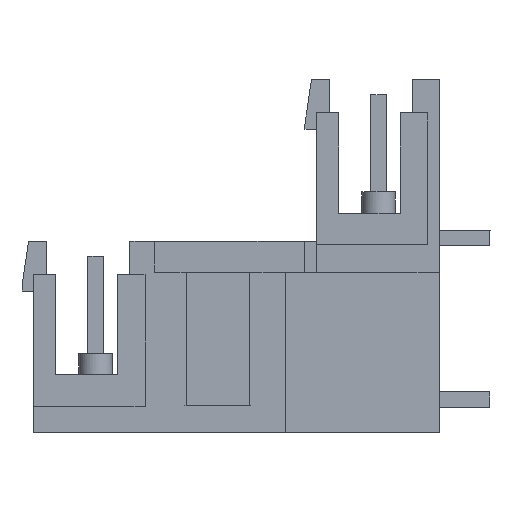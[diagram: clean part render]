
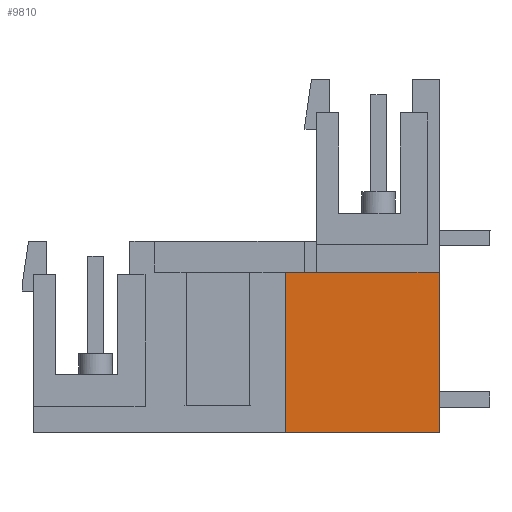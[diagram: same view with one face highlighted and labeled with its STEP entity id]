
A CAD part, left-side view. The second image highlights one B-rep face of the part: STEP entity #9810.
In plain terms, the highlighted planar face has unit normal (-1, 0, 0).
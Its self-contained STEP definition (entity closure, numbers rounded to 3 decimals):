
#9790=AXIS2_PLACEMENT_3D('Plane Axis2P3D',#9787,#9788,#9789) ;
#3892=CARTESIAN_POINT('Vertex',(2.52,3.2,10.06)) ;
#3895=CARTESIAN_POINT('Line Origine',(2.52,3.2,5.03)) ;
#3899=CARTESIAN_POINT('Vertex',(2.52,3.2,0.)) ;
#9765=CARTESIAN_POINT('Line Origine',(2.52,8.025,0.)) ;
#9769=CARTESIAN_POINT('Vertex',(2.52,12.85,0.)) ;
#9787=CARTESIAN_POINT('Axis2P3D Location',(2.52,3.2,10.06)) ;
#9792=CARTESIAN_POINT('Line Origine',(2.52,8.025,10.06)) ;
#9796=CARTESIAN_POINT('Vertex',(2.52,12.85,10.06)) ;
#9799=CARTESIAN_POINT('Line Origine',(2.52,12.85,5.03)) ;
#3896=DIRECTION('Vector Direction',(0.,0.,-1.)) ;
#9766=DIRECTION('Vector Direction',(0.,1.,0.)) ;
#9788=DIRECTION('Axis2P3D Direction',(-1.,0.,0.)) ;
#9789=DIRECTION('Axis2P3D XDirection',(0.,1.,0.)) ;
#9793=DIRECTION('Vector Direction',(0.,1.,0.)) ;
#9800=DIRECTION('Vector Direction',(0.,0.,-1.)) ;
#3897=VECTOR('Line Direction',#3896,1.) ;
#9767=VECTOR('Line Direction',#9766,1.) ;
#9794=VECTOR('Line Direction',#9793,1.) ;
#9801=VECTOR('Line Direction',#9800,1.) ;
#9805=ORIENTED_EDGE('',*,*,#3901,.F.) ;
#9806=ORIENTED_EDGE('',*,*,#9798,.T.) ;
#9807=ORIENTED_EDGE('',*,*,#9803,.T.) ;
#9808=ORIENTED_EDGE('',*,*,#9771,.F.) ;
#9810=ADVANCED_FACE('HOUSING',(#9809),#9791,.T.) ;
#3901=EDGE_CURVE('',#3893,#3900,#3898,.T.) ;
#9771=EDGE_CURVE('',#3900,#9770,#9768,.T.) ;
#9798=EDGE_CURVE('',#3893,#9797,#9795,.T.) ;
#9803=EDGE_CURVE('',#9797,#9770,#9802,.T.) ;
#9804=EDGE_LOOP('',(#9805,#9806,#9807,#9808)) ;
#9809=FACE_OUTER_BOUND('',#9804,.T.) ;
#3898=LINE('Line',#3895,#3897) ;
#9768=LINE('Line',#9765,#9767) ;
#9795=LINE('Line',#9792,#9794) ;
#9802=LINE('Line',#9799,#9801) ;
#9791=PLANE('',#9790) ;
#3893=VERTEX_POINT('',#3892) ;
#3900=VERTEX_POINT('',#3899) ;
#9770=VERTEX_POINT('',#9769) ;
#9797=VERTEX_POINT('',#9796) ;
